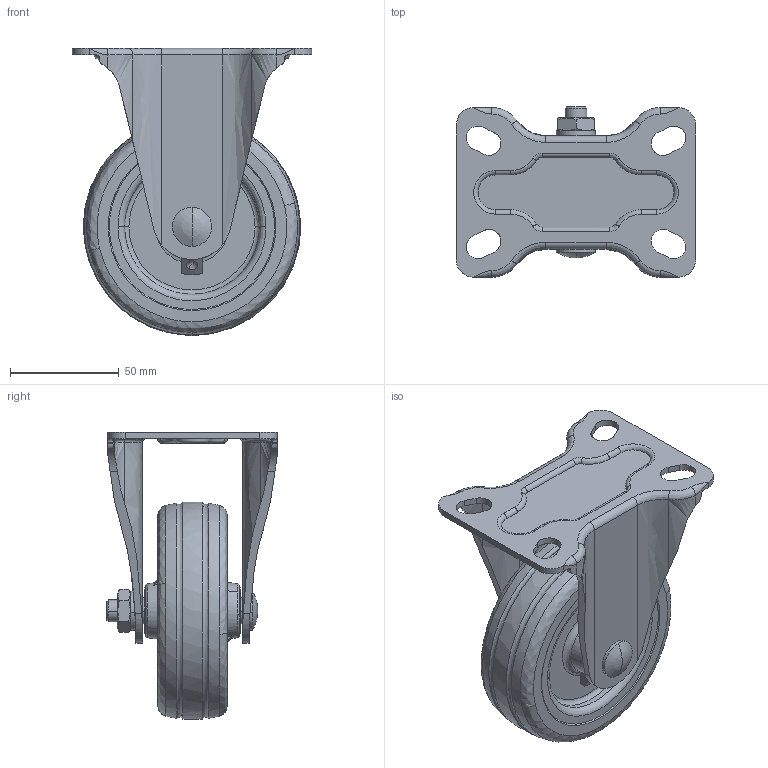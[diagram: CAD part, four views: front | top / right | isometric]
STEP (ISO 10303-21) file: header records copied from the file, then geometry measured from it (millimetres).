
FILE_DESCRIPTION((''),'2;1');
FILE_NAME('','2008-05-01T20:46:49',(''),(''),'','CADfix','');
FILE_SCHEMA(('AUTOMOTIVE_DESIGN { 1 0 10303 214 1 1 1 1 }'));
Length unit declared in the file: millimetre
Bounding box: 110 x 78.5 x 132 mm (x, y, z)
Volume: 259475.7 mm3; surface area: 69127.9 mm2
Topology: 3 solids, 6 shells, 269 faces, 774 edges, 523 vertices
Faces by surface type: bspline 269
Entity records: 11699 total; most frequent: CARTESIAN_POINT 7492, ORIENTED_EDGE 1528, EDGE_CURVE 764, VERTEX_POINT 523, EDGE_LOOP 299, FACE_OUTER_BOUND 269, ADVANCED_FACE 269, QUASI_UNIFORM_CURVE 234
